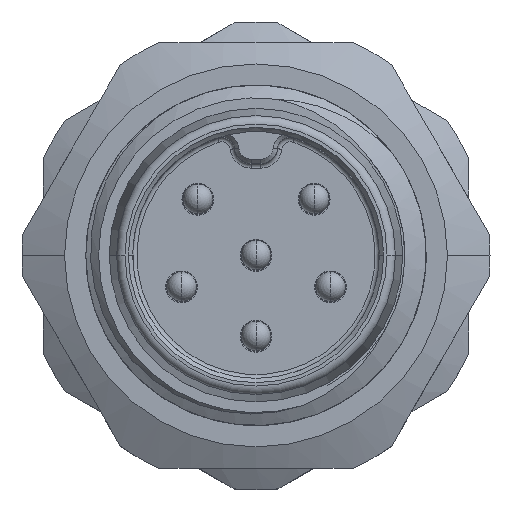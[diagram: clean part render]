
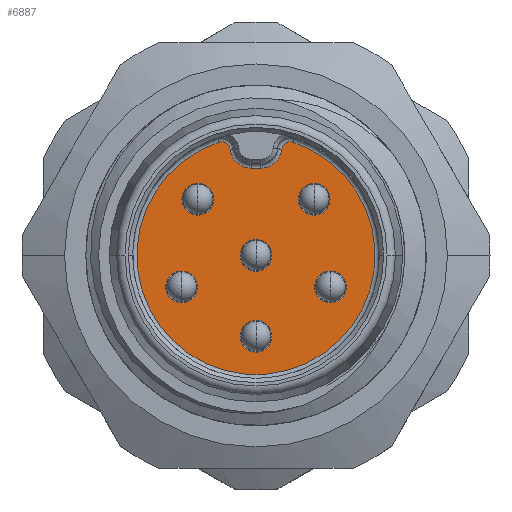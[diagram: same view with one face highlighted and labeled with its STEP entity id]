
A CAD part, top view. The second image highlights one B-rep face of the part: STEP entity #6887.
In plain terms, the highlighted planar face has unit normal (0, 0, 1).
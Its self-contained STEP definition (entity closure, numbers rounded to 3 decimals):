
#4875=CARTESIAN_POINT('',(0.,0.,7.));
#4876=DIRECTION('',(0.,0.,1.));
#4877=DIRECTION('',(-1.,0.,0.));
#4878=AXIS2_PLACEMENT_3D('',#4875,#4876,#4877);
#4880=CARTESIAN_POINT('',(0.,0.,7.));
#4881=DIRECTION('',(0.,0.,1.));
#4882=DIRECTION('',(1.,0.,0.));
#4883=AXIS2_PLACEMENT_3D('',#4880,#4881,#4882);
#4885=CARTESIAN_POINT('',(-1.749,-0.742,7.));
#4886=DIRECTION('',(0.,0.,1.));
#4887=DIRECTION('',(-1.,0.,0.));
#4888=AXIS2_PLACEMENT_3D('',#4885,#4886,#4887);
#4890=CARTESIAN_POINT('',(-1.749,-0.742,7.));
#4891=DIRECTION('',(0.,0.,1.));
#4892=DIRECTION('',(1.,0.,0.));
#4893=AXIS2_PLACEMENT_3D('',#4890,#4891,#4892);
#4895=CARTESIAN_POINT('',(0.,-1.9,7.));
#4896=DIRECTION('',(0.,0.,1.));
#4897=DIRECTION('',(-1.,0.,0.));
#4898=AXIS2_PLACEMENT_3D('',#4895,#4896,#4897);
#4900=CARTESIAN_POINT('',(0.,-1.9,7.));
#4901=DIRECTION('',(0.,0.,1.));
#4902=DIRECTION('',(1.,0.,0.));
#4903=AXIS2_PLACEMENT_3D('',#4900,#4901,#4902);
#4905=CARTESIAN_POINT('',(1.749,-0.742,7.));
#4906=DIRECTION('',(0.,0.,1.));
#4907=DIRECTION('',(-1.,0.,0.));
#4908=AXIS2_PLACEMENT_3D('',#4905,#4906,#4907);
#4910=CARTESIAN_POINT('',(1.749,-0.742,7.));
#4911=DIRECTION('',(0.,0.,1.));
#4912=DIRECTION('',(1.,0.,0.));
#4913=AXIS2_PLACEMENT_3D('',#4910,#4911,#4912);
#4915=CARTESIAN_POINT('',(1.367,1.32,7.));
#4916=DIRECTION('',(0.,0.,1.));
#4917=DIRECTION('',(-1.,0.,0.));
#4918=AXIS2_PLACEMENT_3D('',#4915,#4916,#4917);
#4920=CARTESIAN_POINT('',(1.367,1.32,7.));
#4921=DIRECTION('',(0.,0.,1.));
#4922=DIRECTION('',(1.,0.,0.));
#4923=AXIS2_PLACEMENT_3D('',#4920,#4921,#4922);
#4925=CARTESIAN_POINT('',(-1.367,1.32,7.));
#4926=DIRECTION('',(0.,0.,1.));
#4927=DIRECTION('',(-1.,0.,0.));
#4928=AXIS2_PLACEMENT_3D('',#4925,#4926,#4927);
#4930=CARTESIAN_POINT('',(-1.367,1.32,7.));
#4931=DIRECTION('',(0.,0.,1.));
#4932=DIRECTION('',(1.,0.,0.));
#4933=AXIS2_PLACEMENT_3D('',#4930,#4931,#4932);
#4935=CARTESIAN_POINT('',(-0.804,2.472,7.));
#4936=DIRECTION('',(0.,0.,-1.));
#4937=DIRECTION('',(-0.309,0.951,0.));
#4938=AXIS2_PLACEMENT_3D('',#4935,#4936,#4937);
#4940=CARTESIAN_POINT('',(-0.109,2.55,7.));
#4941=DIRECTION('',(0.,0.,1.));
#4942=DIRECTION('',(-0.994,-0.111,0.));
#4943=AXIS2_PLACEMENT_3D('',#4940,#4941,#4942);
#4945=DIRECTION('',(1.,0.,0.));
#4946=VECTOR('',#4945,0.218);
#4947=CARTESIAN_POINT('',(-0.109,2.05,7.));
#4948=LINE('',#4947,#4946);
#4949=CARTESIAN_POINT('',(0.109,2.55,7.));
#4950=DIRECTION('',(0.,0.,1.));
#4951=DIRECTION('',(0.,-1.,0.));
#4952=AXIS2_PLACEMENT_3D('',#4949,#4950,#4951);
#4954=CARTESIAN_POINT('',(0.804,2.472,7.));
#4955=DIRECTION('',(0.,0.,-1.));
#4956=DIRECTION('',(-0.994,0.111,0.));
#4957=AXIS2_PLACEMENT_3D('',#4954,#4955,#4956);
#5054=CARTESIAN_POINT('',(0.,0.,7.));
#5055=DIRECTION('',(0.,0.,1.));
#5056=DIRECTION('',(-0.309,0.951,0.));
#5057=AXIS2_PLACEMENT_3D('',#5054,#5055,#5056);
#6126=CARTESIAN_POINT('',(-0.375,0.,7.));
#6127=CARTESIAN_POINT('',(0.375,0.,7.));
#6128=VERTEX_POINT('',#6126);
#6129=VERTEX_POINT('',#6127);
#6130=CARTESIAN_POINT('',(-2.124,-0.742,7.));
#6131=CARTESIAN_POINT('',(-1.374,-0.742,7.));
#6132=VERTEX_POINT('',#6130);
#6133=VERTEX_POINT('',#6131);
#6134=CARTESIAN_POINT('',(-0.375,-1.9,7.));
#6135=CARTESIAN_POINT('',(0.375,-1.9,7.));
#6136=VERTEX_POINT('',#6134);
#6137=VERTEX_POINT('',#6135);
#6138=CARTESIAN_POINT('',(1.374,-0.742,7.));
#6139=CARTESIAN_POINT('',(2.124,-0.742,7.));
#6140=VERTEX_POINT('',#6138);
#6141=VERTEX_POINT('',#6139);
#6142=CARTESIAN_POINT('',(0.992,1.32,7.));
#6143=CARTESIAN_POINT('',(1.742,1.32,7.));
#6144=VERTEX_POINT('',#6142);
#6145=VERTEX_POINT('',#6143);
#6146=CARTESIAN_POINT('',(-1.742,1.32,7.));
#6147=CARTESIAN_POINT('',(-0.992,1.32,7.));
#6148=VERTEX_POINT('',#6146);
#6149=VERTEX_POINT('',#6147);
#6246=CARTESIAN_POINT('',(-0.866,2.663,7.));
#6247=CARTESIAN_POINT('',(-0.606,2.495,7.));
#6248=VERTEX_POINT('',#6246);
#6249=VERTEX_POINT('',#6247);
#6254=CARTESIAN_POINT('',(-0.109,2.05,7.));
#6255=VERTEX_POINT('',#6254);
#6258=CARTESIAN_POINT('',(0.109,2.05,7.));
#6259=VERTEX_POINT('',#6258);
#6262=CARTESIAN_POINT('',(0.606,2.495,7.));
#6263=VERTEX_POINT('',#6262);
#6266=CARTESIAN_POINT('',(0.866,2.663,7.));
#6267=VERTEX_POINT('',#6266);
#6834=CARTESIAN_POINT('',(0.,0.,7.));
#6835=DIRECTION('',(0.,0.,1.));
#6836=DIRECTION('',(-1.,0.,0.));
#6837=AXIS2_PLACEMENT_3D('',#6834,#6835,#6836);
#6838=PLANE('',#6837);
#6840=ORIENTED_EDGE('',*,*,#6839,.T.);
#6842=ORIENTED_EDGE('',*,*,#6841,.T.);
#6844=ORIENTED_EDGE('',*,*,#6843,.T.);
#6846=ORIENTED_EDGE('',*,*,#6845,.T.);
#6848=ORIENTED_EDGE('',*,*,#6847,.T.);
#6850=ORIENTED_EDGE('',*,*,#6849,.F.);
#6851=EDGE_LOOP('',(#6840,#6842,#6844,#6846,#6848,#6850));
#6852=FACE_OUTER_BOUND('',#6851,.F.);
#6854=ORIENTED_EDGE('',*,*,#6853,.T.);
#6856=ORIENTED_EDGE('',*,*,#6855,.T.);
#6857=EDGE_LOOP('',(#6854,#6856));
#6858=FACE_BOUND('',#6857,.F.);
#6860=ORIENTED_EDGE('',*,*,#6859,.T.);
#6862=ORIENTED_EDGE('',*,*,#6861,.T.);
#6863=EDGE_LOOP('',(#6860,#6862));
#6864=FACE_BOUND('',#6863,.F.);
#6866=ORIENTED_EDGE('',*,*,#6865,.T.);
#6868=ORIENTED_EDGE('',*,*,#6867,.T.);
#6869=EDGE_LOOP('',(#6866,#6868));
#6870=FACE_BOUND('',#6869,.F.);
#6872=ORIENTED_EDGE('',*,*,#6871,.T.);
#6874=ORIENTED_EDGE('',*,*,#6873,.T.);
#6875=EDGE_LOOP('',(#6872,#6874));
#6876=FACE_BOUND('',#6875,.F.);
#6878=ORIENTED_EDGE('',*,*,#6877,.T.);
#6880=ORIENTED_EDGE('',*,*,#6879,.T.);
#6881=EDGE_LOOP('',(#6878,#6880));
#6882=FACE_BOUND('',#6881,.F.);
#6883=ORIENTED_EDGE('',*,*,#6814,.T.);
#6884=ORIENTED_EDGE('',*,*,#6828,.T.);
#6885=EDGE_LOOP('',(#6883,#6884));
#6886=FACE_BOUND('',#6885,.F.);
#4879=CIRCLE('',#4878,0.375);
#4884=CIRCLE('',#4883,0.375);
#4889=CIRCLE('',#4888,0.375);
#4894=CIRCLE('',#4893,0.375);
#4899=CIRCLE('',#4898,0.375);
#4904=CIRCLE('',#4903,0.375);
#4909=CIRCLE('',#4908,0.375);
#4914=CIRCLE('',#4913,0.375);
#4919=CIRCLE('',#4918,0.375);
#4924=CIRCLE('',#4923,0.375);
#4929=CIRCLE('',#4928,0.375);
#4934=CIRCLE('',#4933,0.375);
#4939=CIRCLE('',#4938,0.2);
#4944=CIRCLE('',#4943,0.5);
#4953=CIRCLE('',#4952,0.5);
#4958=CIRCLE('',#4957,0.2);
#5058=CIRCLE('',#5057,2.8);
#6814=EDGE_CURVE('',#6128,#6129,#4879,.T.);
#6828=EDGE_CURVE('',#6129,#6128,#4884,.T.);
#6839=EDGE_CURVE('',#6248,#6249,#4939,.T.);
#6841=EDGE_CURVE('',#6249,#6255,#4944,.T.);
#6843=EDGE_CURVE('',#6255,#6259,#4948,.T.);
#6845=EDGE_CURVE('',#6259,#6263,#4953,.T.);
#6847=EDGE_CURVE('',#6263,#6267,#4958,.T.);
#6849=EDGE_CURVE('',#6248,#6267,#5058,.T.);
#6853=EDGE_CURVE('',#6132,#6133,#4889,.T.);
#6855=EDGE_CURVE('',#6133,#6132,#4894,.T.);
#6859=EDGE_CURVE('',#6136,#6137,#4899,.T.);
#6861=EDGE_CURVE('',#6137,#6136,#4904,.T.);
#6865=EDGE_CURVE('',#6140,#6141,#4909,.T.);
#6867=EDGE_CURVE('',#6141,#6140,#4914,.T.);
#6871=EDGE_CURVE('',#6144,#6145,#4919,.T.);
#6873=EDGE_CURVE('',#6145,#6144,#4924,.T.);
#6877=EDGE_CURVE('',#6148,#6149,#4929,.T.);
#6879=EDGE_CURVE('',#6149,#6148,#4934,.T.);
#6887=ADVANCED_FACE('',(#6852,#6858,#6864,#6870,#6876,#6882,#6886),#6838,.T.);
